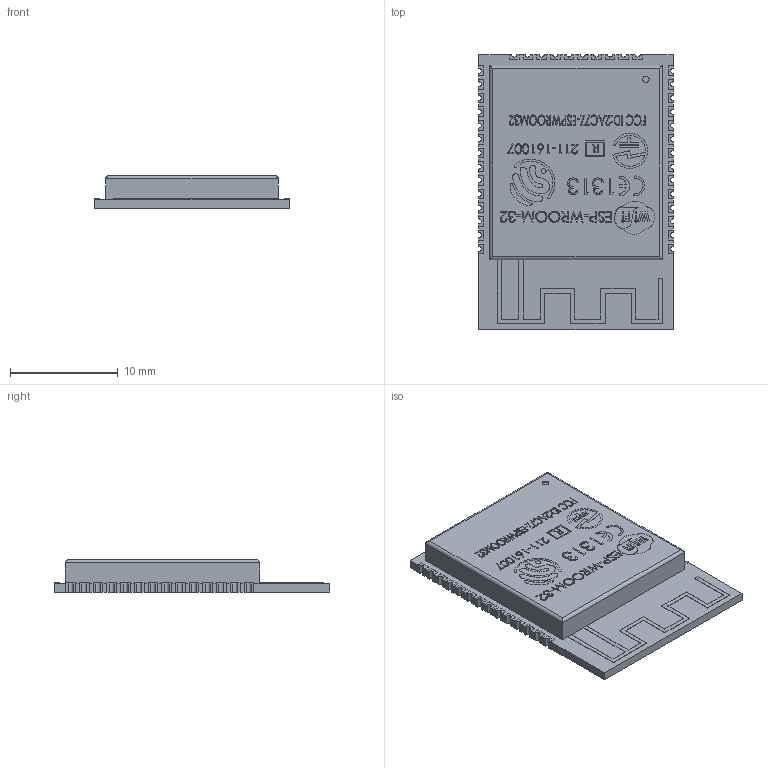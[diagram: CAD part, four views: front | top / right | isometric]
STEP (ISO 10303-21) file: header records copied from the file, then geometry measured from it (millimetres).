
FILE_DESCRIPTION(/* description */ (''),/* implementation_level */ '2;1');
FILE_NAME(/* name */ 'ESP32_Wroom.step',/* time_stamp */ '2021-07-29T16:05:08-03:00',/* author */ (''),/* organization */ (''),/* preprocessor_version */ 'ST-DEVELOPER v18.1',/* originating_system */ 'Autodesk Translation Framework v10.9.0.1377',/* authorisation */ '');
FILE_SCHEMA (('AUTOMOTIVE_DESIGN { 1 0 10303 214 3 1 1 }'));
Products named in the file (1): ESP_Wroom
Bounding box: 18.07 x 25.54 x 3.04 mm (x, y, z)
Volume: 999.1 mm3; surface area: 1726.8 mm2
Topology: 2 solids, 2 shells, 1290 faces, 3554 edges, 2356 vertices
Faces by surface type: plane 973, bspline 266, cylinder 51
Full cylindrical faces by diameter (mm): 0.469 x1, 0.6 x1
Entity records: 55962 total; most frequent: CARTESIAN_POINT 23461, ORIENTED_EDGE 7108, DIRECTION 5170, EDGE_CURVE 3554, LINE 2924, VECTOR 2924, VERTEX_POINT 2356, EDGE_LOOP 1378
